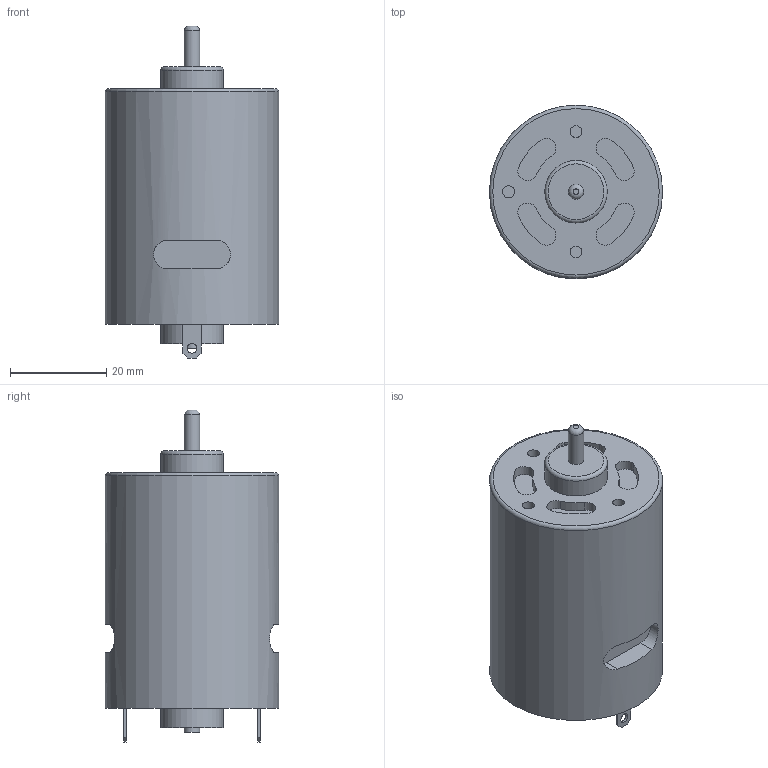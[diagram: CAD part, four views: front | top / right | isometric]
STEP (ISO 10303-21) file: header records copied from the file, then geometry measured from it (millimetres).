
FILE_DESCRIPTION(/* description */ ('Unknown'),/* implementation_level */ '2;1');
FILE_NAME(/* name */ 'Transmotec-CAD-H_3SFN',/* time_stamp */ '2023-09-01T14:59:13+02:00',/* author */ ('Unknown'),/* organization */ ('Unknown'),/* preprocessor_version */ 'ST-DEVELOPER v18.1',/* originating_system */ 'Solid Edge',/* authorisation */ 'Unknown');
FILE_SCHEMA (('AUTOMOTIVE_DESIGN {1 0 10303 214 3 1 1}'));
Length unit declared in the file: millimetre
Products named in the file (1): Transmotec-CAD-H_3SFN
Bounding box: 36 x 36 x 69 mm (x, y, z)
Volume: 50127.3 mm3; surface area: 8589.9 mm2
Topology: 1 solids, 1 shells, 66 faces, 144 edges, 95 vertices
Faces by surface type: plane 33, cylinder 30, torus 3
Full cylindrical faces by diameter (mm): 2 x2, 2.459 x2, 2.5 x1, 3.17 x2, 13 x2, 36 x1
Entity records: 2280 total; most frequent: CARTESIAN_POINT 325, DIRECTION 324, ORIENTED_EDGE 262, EDGE_CURVE 131, AXIS2_PLACEMENT_3D 130, EDGE_LOOP 98, FACE_BOUND 98, VERTEX_POINT 95
